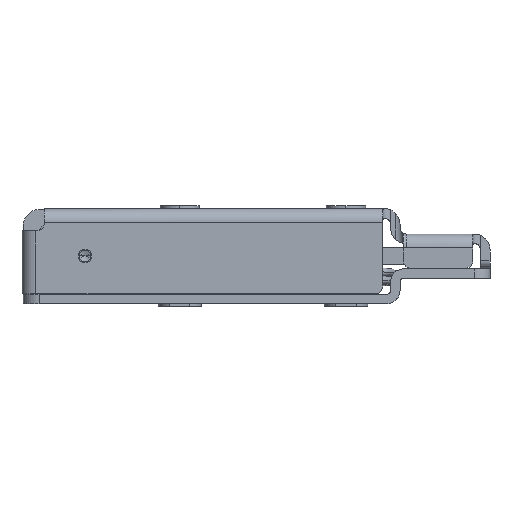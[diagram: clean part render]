
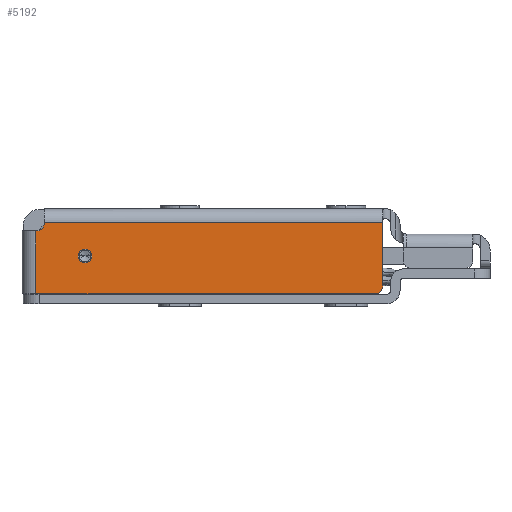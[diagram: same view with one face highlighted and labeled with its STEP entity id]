
A CAD part, front view. The second image highlights one B-rep face of the part: STEP entity #5192.
In plain terms, the highlighted planar face has unit normal (0, -1, 0).
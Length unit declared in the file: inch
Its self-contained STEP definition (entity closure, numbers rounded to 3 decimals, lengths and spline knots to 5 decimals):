
#3260=DIRECTION('',(0.,0.,-1.));
#3261=VECTOR('',#3260,0.005);
#3262=CARTESIAN_POINT('',(-0.26,0.,0.2625));
#3263=LINE('',#3262,#3261);
#3264=DIRECTION('',(-1.,0.,0.));
#3265=VECTOR('',#3264,2.675);
#3266=CARTESIAN_POINT('',(2.415,0.,0.2625));
#3267=LINE('',#3266,#3265);
#3268=DIRECTION('',(0.,0.,-1.));
#3269=VECTOR('',#3268,0.5);
#3270=CARTESIAN_POINT('',(2.415,0.,0.2625));
#3271=LINE('',#3270,#3269);
#3272=CARTESIAN_POINT('',(2.355,0.,-0.2375));
#3273=DIRECTION('',(0.,1.,0.));
#3274=DIRECTION('',(1.,0.,0.));
#3275=AXIS2_PLACEMENT_3D('',#3272,#3273,#3274);
#3277=DIRECTION('',(0.,0.,-1.));
#3278=VECTOR('',#3277,0.495);
#3279=CARTESIAN_POINT('',(-0.325,0.,0.1975));
#3280=LINE('',#3279,#3278);
#3281=DIRECTION('',(1.,0.,0.));
#3282=VECTOR('',#3281,0.005);
#3283=CARTESIAN_POINT('',(-0.325,0.,0.1975));
#3284=LINE('',#3283,#3282);
#3285=CARTESIAN_POINT('',(-0.32,0.,0.2575));
#3286=DIRECTION('',(0.,1.,0.));
#3287=DIRECTION('',(1.,0.,0.));
#3288=AXIS2_PLACEMENT_3D('',#3285,#3286,#3287);
#3290=CARTESIAN_POINT('',(0.062,0.,-0.0005));
#3291=DIRECTION('',(0.,1.,0.));
#3292=DIRECTION('',(-1.,0.,0.));
#3293=AXIS2_PLACEMENT_3D('',#3290,#3291,#3292);
#3295=CARTESIAN_POINT('',(0.062,0.,-0.0005));
#3296=DIRECTION('',(0.,1.,0.));
#3297=DIRECTION('',(1.,0.,0.));
#3298=AXIS2_PLACEMENT_3D('',#3295,#3296,#3297);
#4471=DIRECTION('',(1.,0.,0.));
#4472=VECTOR('',#4471,2.68);
#4473=CARTESIAN_POINT('',(-0.325,0.,-0.2975));
#4474=LINE('',#4473,#4472);
#4804=CARTESIAN_POINT('',(2.415,0.,-0.2375));
#4805=CARTESIAN_POINT('',(2.355,0.,-0.2975));
#4806=VERTEX_POINT('',#4804);
#4807=VERTEX_POINT('',#4805);
#4863=CARTESIAN_POINT('',(2.415,0.,0.2625));
#4864=VERTEX_POINT('',#4863);
#5039=CARTESIAN_POINT('',(-0.325,0.,-0.2975));
#5041=VERTEX_POINT('',#5039);
#5043=CARTESIAN_POINT('',(-0.26,0.,0.2625));
#5044=CARTESIAN_POINT('',(-0.26,0.,0.2575));
#5045=VERTEX_POINT('',#5043);
#5046=VERTEX_POINT('',#5044);
#5047=CARTESIAN_POINT('',(-0.32,0.,0.1975));
#5048=VERTEX_POINT('',#5047);
#5049=CARTESIAN_POINT('',(-0.325,0.,0.1975));
#5050=VERTEX_POINT('',#5049);
#5117=CARTESIAN_POINT('',(0.0095,0.,-0.0005));
#5119=VERTEX_POINT('',#5117);
#5121=CARTESIAN_POINT('',(0.1145,0.,-0.0005));
#5123=VERTEX_POINT('',#5121);
#5163=CARTESIAN_POINT('',(0.,0.,0.));
#5164=DIRECTION('',(0.,1.,0.));
#5165=DIRECTION('',(1.,0.,0.));
#5166=AXIS2_PLACEMENT_3D('',#5163,#5164,#5165);
#5167=PLANE('',#5166);
#5169=ORIENTED_EDGE('',*,*,#5168,.F.);
#5171=ORIENTED_EDGE('',*,*,#5170,.F.);
#5173=ORIENTED_EDGE('',*,*,#5172,.T.);
#5175=ORIENTED_EDGE('',*,*,#5174,.T.);
#5177=ORIENTED_EDGE('',*,*,#5176,.F.);
#5179=ORIENTED_EDGE('',*,*,#5178,.F.);
#5181=ORIENTED_EDGE('',*,*,#5180,.T.);
#5183=ORIENTED_EDGE('',*,*,#5182,.F.);
#5184=EDGE_LOOP('',(#5169,#5171,#5173,#5175,#5177,#5179,#5181,#5183));
#5185=FACE_OUTER_BOUND('',#5184,.F.);
#5187=ORIENTED_EDGE('',*,*,#5186,.F.);
#5189=ORIENTED_EDGE('',*,*,#5188,.F.);
#5190=EDGE_LOOP('',(#5187,#5189));
#5191=FACE_BOUND('',#5190,.F.);
#5192=ADVANCED_FACE('',(#5185,#5191),#5167,.F.);
#3276=CIRCLE('',#3275,0.06);
#3289=CIRCLE('',#3288,0.06);
#3294=CIRCLE('',#3293,0.0525);
#3299=CIRCLE('',#3298,0.0525);
#5168=EDGE_CURVE('',#5045,#5046,#3263,.T.);
#5170=EDGE_CURVE('',#4864,#5045,#3267,.T.);
#5172=EDGE_CURVE('',#4864,#4806,#3271,.T.);
#5174=EDGE_CURVE('',#4806,#4807,#3276,.T.);
#5176=EDGE_CURVE('',#5041,#4807,#4474,.T.);
#5178=EDGE_CURVE('',#5050,#5041,#3280,.T.);
#5180=EDGE_CURVE('',#5050,#5048,#3284,.T.);
#5182=EDGE_CURVE('',#5046,#5048,#3289,.T.);
#5186=EDGE_CURVE('',#5119,#5123,#3294,.T.);
#5188=EDGE_CURVE('',#5123,#5119,#3299,.T.);
